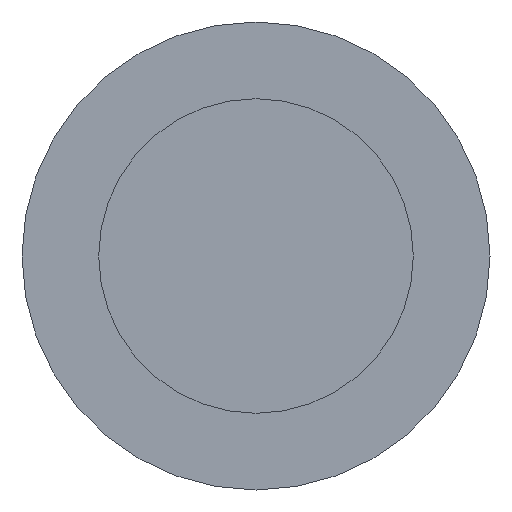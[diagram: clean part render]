
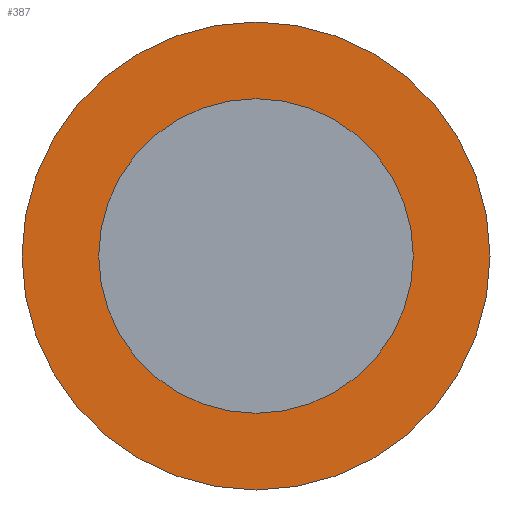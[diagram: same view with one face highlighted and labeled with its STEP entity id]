
A CAD part, front view. The second image highlights one B-rep face of the part: STEP entity #387.
In plain terms, the highlighted planar face has unit normal (0, -1, 0).
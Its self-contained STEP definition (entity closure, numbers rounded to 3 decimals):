
#10 = EDGE_CURVE ( 'NONE', #54, #285, #13, .T. ) ;
#13 = CIRCLE ( 'NONE', #28, 3.025 ) ;
#28 = AXIS2_PLACEMENT_3D ( 'NONE', #192, #93, #356 ) ;
#35 = DIRECTION ( 'NONE',  ( 0., 0., -1. ) ) ;
#37 = CARTESIAN_POINT ( 'NONE',  ( 0., -0.4, 3.025 ) ) ;
#40 = AXIS2_PLACEMENT_3D ( 'NONE', #391, #163, #225 ) ;
#54 = VERTEX_POINT ( 'NONE', #294 ) ;
#81 = CIRCLE ( 'NONE', #308, 4.5 ) ;
#83 = ORIENTED_EDGE ( 'NONE', *, *, #116, .F. ) ;
#88 = AXIS2_PLACEMENT_3D ( 'NONE', #301, #268, #343 ) ;
#93 = DIRECTION ( 'NONE',  ( 0., -1., 0. ) ) ;
#113 = PLANE ( 'NONE',  #193 ) ;
#116 = EDGE_CURVE ( 'NONE', #285, #54, #140, .T. ) ;
#122 = FACE_BOUND ( 'NONE', #233, .T. ) ;
#140 = CIRCLE ( 'NONE', #40, 3.025 ) ;
#148 = DIRECTION ( 'NONE',  ( 0., -1., 0. ) ) ;
#163 = DIRECTION ( 'NONE',  ( 0., -1., 0. ) ) ;
#175 = EDGE_LOOP ( 'NONE', ( #374, #305 ) ) ;
#178 = CIRCLE ( 'NONE', #88, 4.5 ) ;
#184 = EDGE_CURVE ( 'NONE', #340, #347, #178, .T. ) ;
#192 = CARTESIAN_POINT ( 'NONE',  ( 0., -0.4, 0. ) ) ;
#193 = AXIS2_PLACEMENT_3D ( 'NONE', #312, #148, #219 ) ;
#219 = DIRECTION ( 'NONE',  ( 0., 0., -1. ) ) ;
#225 = DIRECTION ( 'NONE',  ( 0., 0., -1. ) ) ;
#233 = EDGE_LOOP ( 'NONE', ( #238, #83 ) ) ;
#238 = ORIENTED_EDGE ( 'NONE', *, *, #10, .F. ) ;
#248 = FACE_OUTER_BOUND ( 'NONE', #175, .T. ) ;
#253 = EDGE_CURVE ( 'NONE', #347, #340, #81, .T. ) ;
#268 = DIRECTION ( 'NONE',  ( 0., -1., 0. ) ) ;
#277 = CARTESIAN_POINT ( 'NONE',  ( 0., -0.4, -4.5 ) ) ;
#283 = CARTESIAN_POINT ( 'NONE',  ( 0., -0.4, 4.5 ) ) ;
#285 = VERTEX_POINT ( 'NONE', #37 ) ;
#294 = CARTESIAN_POINT ( 'NONE',  ( 0., -0.4, -3.025 ) ) ;
#301 = CARTESIAN_POINT ( 'NONE',  ( 0., -0.4, 0. ) ) ;
#305 = ORIENTED_EDGE ( 'NONE', *, *, #184, .T. ) ;
#308 = AXIS2_PLACEMENT_3D ( 'NONE', #331, #429, #35 ) ;
#312 = CARTESIAN_POINT ( 'NONE',  ( 0., -0.4, 0. ) ) ;
#331 = CARTESIAN_POINT ( 'NONE',  ( 0., -0.4, 0. ) ) ;
#340 = VERTEX_POINT ( 'NONE', #283 ) ;
#343 = DIRECTION ( 'NONE',  ( 0., 0., -1. ) ) ;
#347 = VERTEX_POINT ( 'NONE', #277 ) ;
#356 = DIRECTION ( 'NONE',  ( 0., 0., -1. ) ) ;
#374 = ORIENTED_EDGE ( 'NONE', *, *, #253, .T. ) ;
#387 = ADVANCED_FACE ( 'NONE', ( #248, #122 ), #113, .T. ) ;
#391 = CARTESIAN_POINT ( 'NONE',  ( 0., -0.4, 0. ) ) ;
#429 = DIRECTION ( 'NONE',  ( 0., -1., 0. ) ) ;
